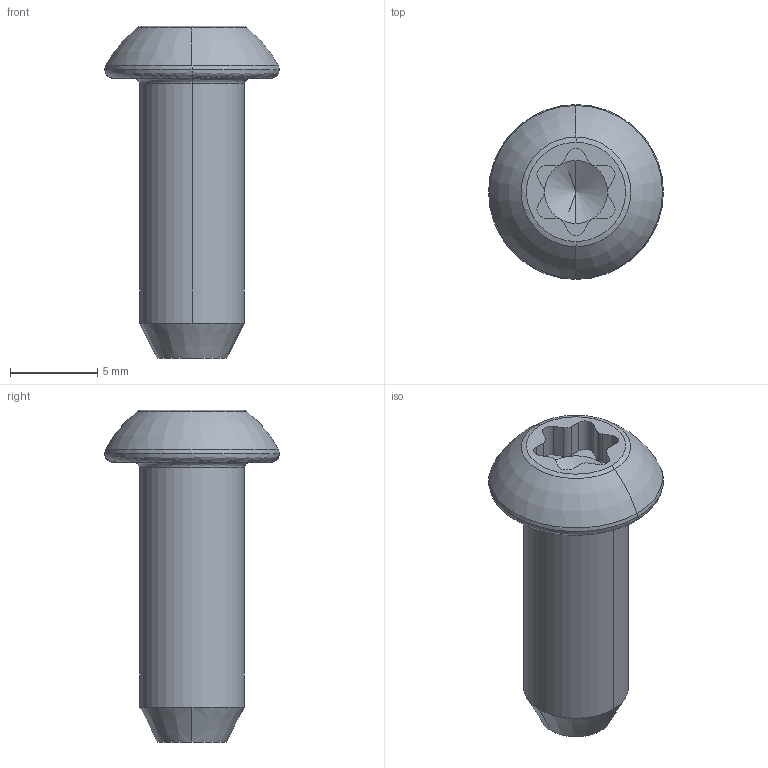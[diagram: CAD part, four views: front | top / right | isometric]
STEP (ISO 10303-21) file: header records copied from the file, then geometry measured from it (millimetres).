
FILE_DESCRIPTION (( 'STEP AP203' ), '1' );
FILE_NAME ('402528593_c_1.STEP', '2022-09-30T01:55:58', ( '' ), ( '' ), 'SwSTEP 2.0', 'SolidWorks 2014', '' );
FILE_SCHEMA (( 'CONFIG_CONTROL_DESIGN' ));
Length unit declared in the file: millimetre
Products named in the file (1): 402528593_c_1
Bounding box: 10 x 10 x 19 mm (x, y, z)
Volume: 583 mm3; surface area: 515.4 mm2
Topology: 1 solids, 1 shells, 45 faces, 115 edges, 73 vertices
Faces by surface type: plane 16, cylinder 15, bspline 8, cone 4, torus 2
Entity records: 1712 total; most frequent: CARTESIAN_POINT 550, DIRECTION 235, ORIENTED_EDGE 226, EDGE_CURVE 113, AXIS2_PLACEMENT_3D 90, VERTEX_POINT 73, VECTOR 55, LINE 55
